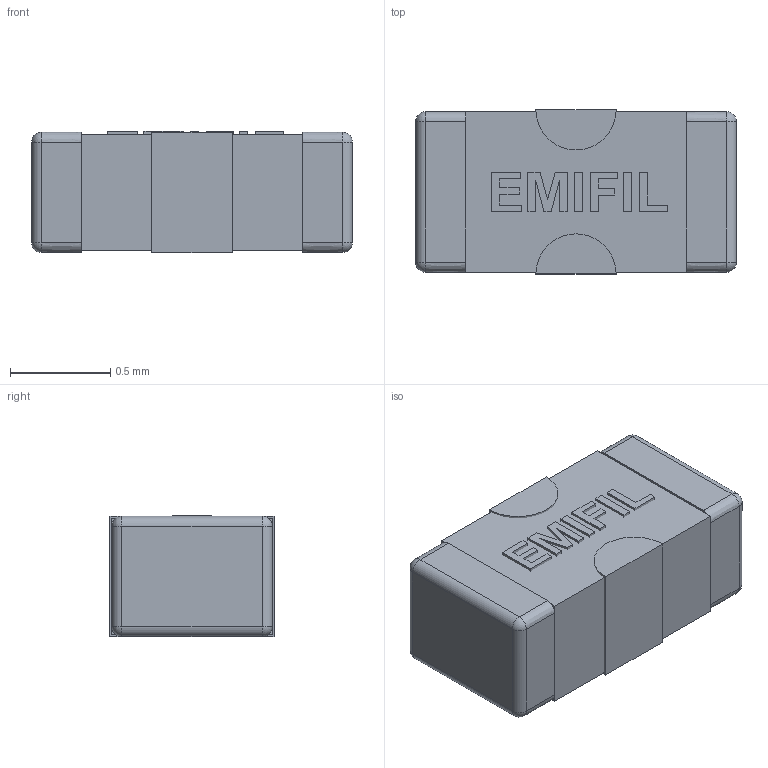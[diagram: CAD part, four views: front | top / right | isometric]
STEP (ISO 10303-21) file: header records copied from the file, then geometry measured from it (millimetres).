
FILE_DESCRIPTION (( 'STEP AP214' ), '1' );
FILE_NAME ('User Library-EMIFIL_0603.STEP', '2015-08-30T20:47:06', ( 'Windows User' ), ( '' ), 'SwSTEP 2.0', 'SolidWorks 2015', '' );
FILE_SCHEMA (( 'AUTOMOTIVE_DESIGN' ));
Length unit declared in the file: millimetre
Products named in the file (1): User Library-EMIFIL_0603
Bounding box: 1.6 x 0.82 x 0.6 mm (x, y, z)
Volume: 0.8 mm3; surface area: 9.3 mm2
Topology: 11 solids, 11 shells, 111 faces, 255 edges, 158 vertices
Faces by surface type: plane 85, cylinder 10, bspline 8, sphere 8
Entity records: 4416 total; most frequent: CARTESIAN_POINT 691, ORIENTED_EDGE 486, DIRECTION 457, EDGE_CURVE 243, VECTOR 207, LINE 207, VERTEX_POINT 154, AXIS2_PLACEMENT_3D 125
